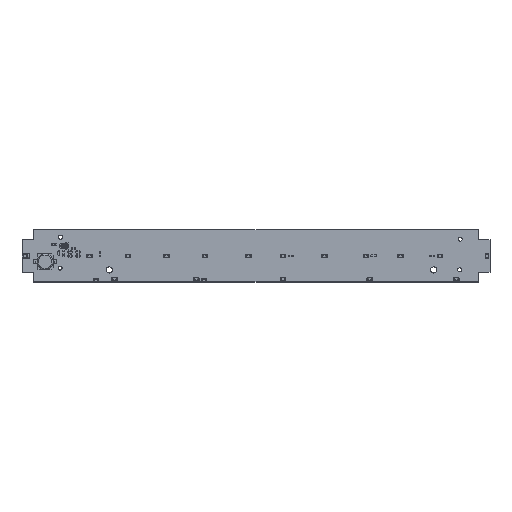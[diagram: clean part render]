
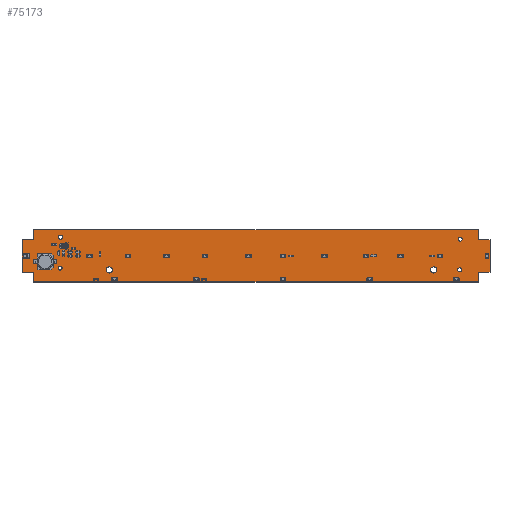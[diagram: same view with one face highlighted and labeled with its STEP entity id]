
A CAD part, top view. The second image highlights one B-rep face of the part: STEP entity #75173.
In plain terms, the highlighted planar face has unit normal (0, 0, 1).
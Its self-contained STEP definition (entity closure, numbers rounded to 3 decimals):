
#74931 = VERTEX_POINT('',#74932);
#74932 = CARTESIAN_POINT('',(255.,-110.5,1.6));
#74938 = EDGE_CURVE('',#74931,#74939,#74941,.T.);
#74939 = VERTEX_POINT('',#74940);
#74940 = CARTESIAN_POINT('',(261.,-110.5,1.6));
#74941 = LINE('',#74942,#74943);
#74942 = CARTESIAN_POINT('',(255.,-110.5,1.6));
#74943 = VECTOR('',#74944,1.);
#74944 = DIRECTION('',(1.,0.,0.));
#74971 = VERTEX_POINT('',#74972);
#74972 = CARTESIAN_POINT('',(255.,-105.5,1.6));
#74978 = EDGE_CURVE('',#74971,#74931,#74979,.T.);
#74979 = LINE('',#74980,#74981);
#74980 = CARTESIAN_POINT('',(255.,-105.5,1.6));
#74981 = VECTOR('',#74982,1.);
#74982 = DIRECTION('',(0.,-1.,0.));
#75000 = EDGE_CURVE('',#74939,#75001,#75003,.T.);
#75001 = VERTEX_POINT('',#75002);
#75002 = CARTESIAN_POINT('',(261.,-127.5,1.6));
#75003 = LINE('',#75004,#75005);
#75004 = CARTESIAN_POINT('',(261.,-110.5,1.6));
#75005 = VECTOR('',#75006,1.);
#75006 = DIRECTION('',(0.,-1.,0.));
#75173 = ADVANCED_FACE('',(#75174,#75249,#75260,#75271,#75282,#75293,
    #75304),#75315,.F.);
#75174 = FACE_BOUND('',#75175,.F.);
#75175 = EDGE_LOOP('',(#75176,#75177,#75178,#75186,#75194,#75202,#75210,
    #75218,#75226,#75234,#75242,#75248));
#75176 = ORIENTED_EDGE('',*,*,#74938,.T.);
#75177 = ORIENTED_EDGE('',*,*,#75000,.T.);
#75178 = ORIENTED_EDGE('',*,*,#75179,.T.);
#75179 = EDGE_CURVE('',#75001,#75180,#75182,.T.);
#75180 = VERTEX_POINT('',#75181);
#75181 = CARTESIAN_POINT('',(255.,-127.5,1.6));
#75182 = LINE('',#75183,#75184);
#75183 = CARTESIAN_POINT('',(261.,-127.5,1.6));
#75184 = VECTOR('',#75185,1.);
#75185 = DIRECTION('',(-1.,0.,0.));
#75186 = ORIENTED_EDGE('',*,*,#75187,.T.);
#75187 = EDGE_CURVE('',#75180,#75188,#75190,.T.);
#75188 = VERTEX_POINT('',#75189);
#75189 = CARTESIAN_POINT('',(255.,-132.5,1.6));
#75190 = LINE('',#75191,#75192);
#75191 = CARTESIAN_POINT('',(255.,-127.5,1.6));
#75192 = VECTOR('',#75193,1.);
#75193 = DIRECTION('',(0.,-1.,0.));
#75194 = ORIENTED_EDGE('',*,*,#75195,.T.);
#75195 = EDGE_CURVE('',#75188,#75196,#75198,.T.);
#75196 = VERTEX_POINT('',#75197);
#75197 = CARTESIAN_POINT('',(24.,-132.5,1.6));
#75198 = LINE('',#75199,#75200);
#75199 = CARTESIAN_POINT('',(255.,-132.5,1.6));
#75200 = VECTOR('',#75201,1.);
#75201 = DIRECTION('',(-1.,0.,0.));
#75202 = ORIENTED_EDGE('',*,*,#75203,.T.);
#75203 = EDGE_CURVE('',#75196,#75204,#75206,.T.);
#75204 = VERTEX_POINT('',#75205);
#75205 = CARTESIAN_POINT('',(24.,-127.5,1.6));
#75206 = LINE('',#75207,#75208);
#75207 = CARTESIAN_POINT('',(24.,-132.5,1.6));
#75208 = VECTOR('',#75209,1.);
#75209 = DIRECTION('',(0.,1.,0.));
#75210 = ORIENTED_EDGE('',*,*,#75211,.T.);
#75211 = EDGE_CURVE('',#75204,#75212,#75214,.T.);
#75212 = VERTEX_POINT('',#75213);
#75213 = CARTESIAN_POINT('',(18.,-127.5,1.6));
#75214 = LINE('',#75215,#75216);
#75215 = CARTESIAN_POINT('',(24.,-127.5,1.6));
#75216 = VECTOR('',#75217,1.);
#75217 = DIRECTION('',(-1.,0.,0.));
#75218 = ORIENTED_EDGE('',*,*,#75219,.T.);
#75219 = EDGE_CURVE('',#75212,#75220,#75222,.T.);
#75220 = VERTEX_POINT('',#75221);
#75221 = CARTESIAN_POINT('',(18.,-110.5,1.6));
#75222 = LINE('',#75223,#75224);
#75223 = CARTESIAN_POINT('',(18.,-127.5,1.6));
#75224 = VECTOR('',#75225,1.);
#75225 = DIRECTION('',(0.,1.,0.));
#75226 = ORIENTED_EDGE('',*,*,#75227,.T.);
#75227 = EDGE_CURVE('',#75220,#75228,#75230,.T.);
#75228 = VERTEX_POINT('',#75229);
#75229 = CARTESIAN_POINT('',(24.,-110.5,1.6));
#75230 = LINE('',#75231,#75232);
#75231 = CARTESIAN_POINT('',(18.,-110.5,1.6));
#75232 = VECTOR('',#75233,1.);
#75233 = DIRECTION('',(1.,0.,0.));
#75234 = ORIENTED_EDGE('',*,*,#75235,.T.);
#75235 = EDGE_CURVE('',#75228,#75236,#75238,.T.);
#75236 = VERTEX_POINT('',#75237);
#75237 = CARTESIAN_POINT('',(24.,-105.5,1.6));
#75238 = LINE('',#75239,#75240);
#75239 = CARTESIAN_POINT('',(24.,-110.5,1.6));
#75240 = VECTOR('',#75241,1.);
#75241 = DIRECTION('',(0.,1.,0.));
#75242 = ORIENTED_EDGE('',*,*,#75243,.T.);
#75243 = EDGE_CURVE('',#75236,#74971,#75244,.T.);
#75244 = LINE('',#75245,#75246);
#75245 = CARTESIAN_POINT('',(24.,-105.5,1.6));
#75246 = VECTOR('',#75247,1.);
#75247 = DIRECTION('',(1.,0.,0.));
#75248 = ORIENTED_EDGE('',*,*,#74978,.T.);
#75249 = FACE_BOUND('',#75250,.F.);
#75250 = EDGE_LOOP('',(#75251));
#75251 = ORIENTED_EDGE('',*,*,#75252,.F.);
#75252 = EDGE_CURVE('',#75253,#75253,#75255,.T.);
#75253 = VERTEX_POINT('',#75254);
#75254 = CARTESIAN_POINT('',(245.25,-127.3,1.6));
#75255 = CIRCLE('',#75256,1.05);
#75256 = AXIS2_PLACEMENT_3D('',#75257,#75258,#75259);
#75257 = CARTESIAN_POINT('',(245.25,-126.25,1.6));
#75258 = DIRECTION('',(-0.,0.,-1.));
#75259 = DIRECTION('',(-0.,-1.,0.));
#75260 = FACE_BOUND('',#75261,.F.);
#75261 = EDGE_LOOP('',(#75262));
#75262 = ORIENTED_EDGE('',*,*,#75263,.F.);
#75263 = EDGE_CURVE('',#75264,#75264,#75266,.T.);
#75264 = VERTEX_POINT('',#75265);
#75265 = CARTESIAN_POINT('',(231.75,-127.85,1.6));
#75266 = CIRCLE('',#75267,1.6);
#75267 = AXIS2_PLACEMENT_3D('',#75268,#75269,#75270);
#75268 = CARTESIAN_POINT('',(231.75,-126.25,1.6));
#75269 = DIRECTION('',(-0.,0.,-1.));
#75270 = DIRECTION('',(-0.,-1.,0.));
#75271 = FACE_BOUND('',#75272,.F.);
#75272 = EDGE_LOOP('',(#75273));
#75273 = ORIENTED_EDGE('',*,*,#75274,.F.);
#75274 = EDGE_CURVE('',#75275,#75275,#75277,.T.);
#75275 = VERTEX_POINT('',#75276);
#75276 = CARTESIAN_POINT('',(63.25,-127.85,1.6));
#75277 = CIRCLE('',#75278,1.6);
#75278 = AXIS2_PLACEMENT_3D('',#75279,#75280,#75281);
#75279 = CARTESIAN_POINT('',(63.25,-126.25,1.6));
#75280 = DIRECTION('',(-0.,0.,-1.));
#75281 = DIRECTION('',(-0.,-1.,0.));
#75282 = FACE_BOUND('',#75283,.F.);
#75283 = EDGE_LOOP('',(#75284));
#75284 = ORIENTED_EDGE('',*,*,#75285,.F.);
#75285 = EDGE_CURVE('',#75286,#75286,#75288,.T.);
#75286 = VERTEX_POINT('',#75287);
#75287 = CARTESIAN_POINT('',(37.75,-126.3,1.6));
#75288 = CIRCLE('',#75289,1.05);
#75289 = AXIS2_PLACEMENT_3D('',#75290,#75291,#75292);
#75290 = CARTESIAN_POINT('',(37.75,-125.25,1.6));
#75291 = DIRECTION('',(-0.,0.,-1.));
#75292 = DIRECTION('',(-0.,-1.,0.));
#75293 = FACE_BOUND('',#75294,.F.);
#75294 = EDGE_LOOP('',(#75295));
#75295 = ORIENTED_EDGE('',*,*,#75296,.F.);
#75296 = EDGE_CURVE('',#75297,#75297,#75299,.T.);
#75297 = VERTEX_POINT('',#75298);
#75298 = CARTESIAN_POINT('',(245.5,-111.3,1.6));
#75299 = CIRCLE('',#75300,1.05);
#75300 = AXIS2_PLACEMENT_3D('',#75301,#75302,#75303);
#75301 = CARTESIAN_POINT('',(245.5,-110.25,1.6));
#75302 = DIRECTION('',(-0.,0.,-1.));
#75303 = DIRECTION('',(-0.,-1.,0.));
#75304 = FACE_BOUND('',#75305,.F.);
#75305 = EDGE_LOOP('',(#75306));
#75306 = ORIENTED_EDGE('',*,*,#75307,.F.);
#75307 = EDGE_CURVE('',#75308,#75308,#75310,.T.);
#75308 = VERTEX_POINT('',#75309);
#75309 = CARTESIAN_POINT('',(38.,-110.3,1.6));
#75310 = CIRCLE('',#75311,1.05);
#75311 = AXIS2_PLACEMENT_3D('',#75312,#75313,#75314);
#75312 = CARTESIAN_POINT('',(38.,-109.25,1.6));
#75313 = DIRECTION('',(-0.,0.,-1.));
#75314 = DIRECTION('',(-0.,-1.,0.));
#75315 = PLANE('',#75316);
#75316 = AXIS2_PLACEMENT_3D('',#75317,#75318,#75319);
#75317 = CARTESIAN_POINT('',(139.5,-119.,1.6));
#75318 = DIRECTION('',(-0.,-0.,-1.));
#75319 = DIRECTION('',(-1.,0.,0.));
